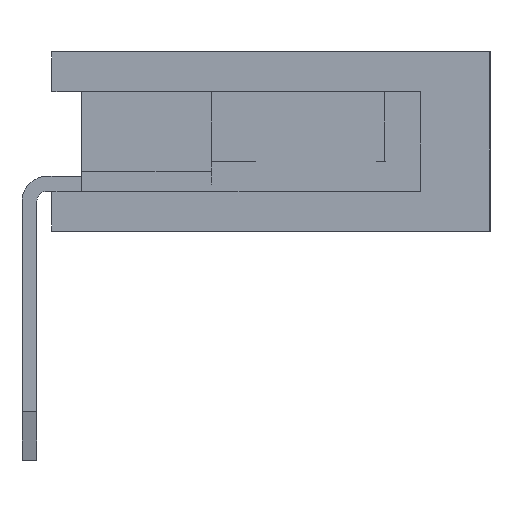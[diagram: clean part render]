
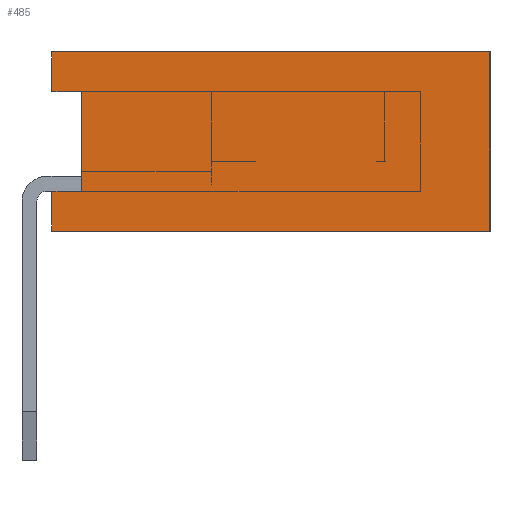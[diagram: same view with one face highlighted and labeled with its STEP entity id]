
A CAD part, left-side view. The second image highlights one B-rep face of the part: STEP entity #485.
In plain terms, the highlighted planar face has unit normal (-1, 0, 0).
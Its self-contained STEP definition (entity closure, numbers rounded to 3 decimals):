
#485=ADVANCED_FACE('',(#19675),#19677,.T.);
#19675=FACE_BOUND('',#19676,.T.);
#19676=EDGE_LOOP('',(#35021,#35022,#35023,#35024,#35025,#35026,#35027,#35028));
#19677=PLANE('',#19678);
#19678=AXIS2_PLACEMENT_3D('',#19679,#19680,#19681);
#19679=CARTESIAN_POINT('',(-0.635,-4.625,0.));
#19680=DIRECTION('',(-1.,0.,0.));
#19681=DIRECTION('',(0.,0.,1.));
#35021=ORIENTED_EDGE('',*,*,#46349,.T.);
#35022=ORIENTED_EDGE('',*,*,#46505,.T.);
#35023=ORIENTED_EDGE('',*,*,#46198,.T.);
#35024=ORIENTED_EDGE('',*,*,#46504,.F.);
#35025=ORIENTED_EDGE('',*,*,#46506,.F.);
#35026=ORIENTED_EDGE('',*,*,#46507,.T.);
#35027=ORIENTED_EDGE('',*,*,#46508,.T.);
#35028=ORIENTED_EDGE('',*,*,#46499,.F.);
#46198=EDGE_CURVE('',#51948,#51945,#51949,.F.);
#46349=EDGE_CURVE('',#52250,#52248,#52251,.F.);
#46499=EDGE_CURVE('',#52250,#52543,#52544,.T.);
#46504=EDGE_CURVE('',#52550,#51945,#52552,.T.);
#46505=EDGE_CURVE('',#52248,#51948,#52553,.T.);
#46506=EDGE_CURVE('',#52554,#52550,#52555,.T.);
#46507=EDGE_CURVE('',#52554,#52556,#52557,.T.);
#46508=EDGE_CURVE('',#52556,#52543,#52558,.T.);
#51945=VERTEX_POINT('',#61381);
#51948=VERTEX_POINT('',#61386);
#51949=LINE('',#61387,#61388);
#52248=VERTEX_POINT('',#61986);
#52250=VERTEX_POINT('',#61990);
#52251=LINE('',#61991,#61992);
#52543=VERTEX_POINT('',#62583);
#52544=LINE('',#62584,#62585);
#52550=VERTEX_POINT('',#62598);
#52552=LINE('',#62602,#62603);
#52553=LINE('',#62605,#62606);
#52554=VERTEX_POINT('',#62608);
#52555=LINE('',#62609,#62610);
#52556=VERTEX_POINT('',#62612);
#52557=LINE('',#62613,#62614);
#52558=LINE('',#62616,#62617);
#61381=CARTESIAN_POINT('',(-0.635,-0.225,0.4));
#61386=CARTESIAN_POINT('',(-0.635,-0.525,0.4));
#61387=CARTESIAN_POINT('',(-0.635,-0.225,0.4));
#61388=VECTOR('',#61389,1.);
#61389=DIRECTION('',(0.,-1.,0.));
#61986=CARTESIAN_POINT('',(-0.635,-0.525,1.4));
#61990=CARTESIAN_POINT('',(-0.635,-0.225,1.4));
#61991=CARTESIAN_POINT('',(-0.635,-0.525,1.4));
#61992=VECTOR('',#61993,1.);
#61993=DIRECTION('',(0.,1.,0.));
#62583=CARTESIAN_POINT('',(-0.635,-0.225,1.8));
#62584=CARTESIAN_POINT('',(-0.635,-0.225,1.4));
#62585=VECTOR('',#62586,1.);
#62586=DIRECTION('',(0.,0.,1.));
#62598=CARTESIAN_POINT('',(-0.635,-0.225,0.));
#62602=CARTESIAN_POINT('',(-0.635,-0.225,0.));
#62603=VECTOR('',#62604,1.);
#62604=DIRECTION('',(0.,0.,1.));
#62605=CARTESIAN_POINT('',(-0.635,-0.525,1.4));
#62606=VECTOR('',#62607,1.);
#62607=DIRECTION('',(0.,0.,-1.));
#62608=CARTESIAN_POINT('',(-0.635,-4.625,0.));
#62609=CARTESIAN_POINT('',(-0.635,-4.625,0.));
#62610=VECTOR('',#62611,1.);
#62611=DIRECTION('',(0.,1.,0.));
#62612=CARTESIAN_POINT('',(-0.635,-4.625,1.8));
#62613=CARTESIAN_POINT('',(-0.635,-4.625,0.));
#62614=VECTOR('',#62615,1.);
#62615=DIRECTION('',(0.,0.,1.));
#62616=CARTESIAN_POINT('',(-0.635,-4.625,1.8));
#62617=VECTOR('',#62618,1.);
#62618=DIRECTION('',(0.,1.,0.));
